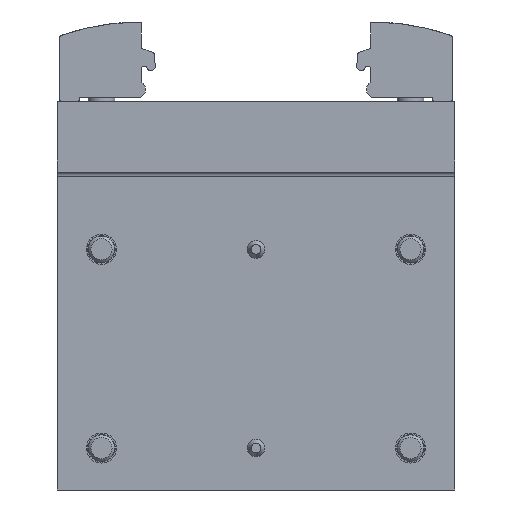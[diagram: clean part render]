
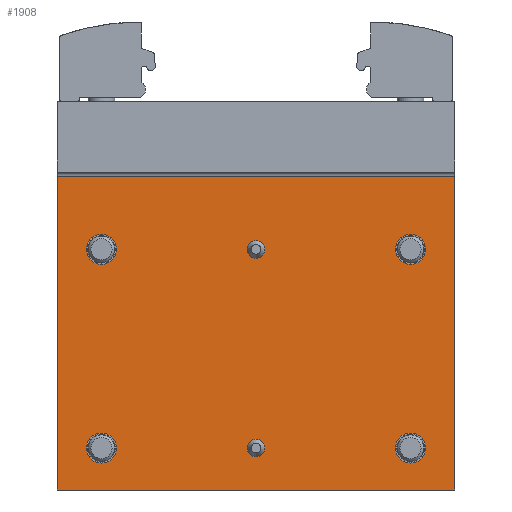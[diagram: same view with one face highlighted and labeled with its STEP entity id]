
A CAD part, front view. The second image highlights one B-rep face of the part: STEP entity #1908.
In plain terms, the highlighted planar face has unit normal (0, -1, 0).
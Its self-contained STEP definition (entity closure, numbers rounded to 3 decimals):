
#99=PLANE('',#2086);
#167=CIRCLE('',#2087,1.);
#168=CIRCLE('',#2088,1.);
#169=CIRCLE('',#2089,1.7);
#170=CIRCLE('',#2090,1.7);
#171=CIRCLE('',#2091,1.7);
#172=CIRCLE('',#2092,1.7);
#281=LINE('',#3007,#420);
#282=LINE('',#3023,#421);
#283=LINE('',#3025,#422);
#284=LINE('',#3027,#423);
#420=VECTOR('',#2361,1000.);
#421=VECTOR('',#2378,1000.);
#422=VECTOR('',#2379,1000.);
#423=VECTOR('',#2380,1000.);
#577=ORIENTED_EDGE('',*,*,#1096,.F.);
#578=ORIENTED_EDGE('',*,*,#1097,.F.);
#579=ORIENTED_EDGE('',*,*,#1098,.F.);
#580=ORIENTED_EDGE('',*,*,#1099,.F.);
#581=ORIENTED_EDGE('',*,*,#1100,.F.);
#582=ORIENTED_EDGE('',*,*,#1101,.F.);
#583=ORIENTED_EDGE('',*,*,#1102,.T.);
#584=ORIENTED_EDGE('',*,*,#1103,.F.);
#585=ORIENTED_EDGE('',*,*,#1104,.F.);
#586=ORIENTED_EDGE('',*,*,#1094,.T.);
#1094=EDGE_CURVE('',#1353,#1352,#281,.T.);
#1096=EDGE_CURVE('',#1354,#1354,#167,.T.);
#1097=EDGE_CURVE('',#1355,#1355,#168,.T.);
#1098=EDGE_CURVE('',#1356,#1356,#169,.T.);
#1099=EDGE_CURVE('',#1357,#1357,#170,.T.);
#1100=EDGE_CURVE('',#1358,#1358,#171,.T.);
#1101=EDGE_CURVE('',#1359,#1359,#172,.T.);
#1102=EDGE_CURVE('',#1352,#1360,#282,.T.);
#1103=EDGE_CURVE('',#1361,#1360,#283,.T.);
#1104=EDGE_CURVE('',#1353,#1361,#284,.T.);
#1352=VERTEX_POINT('',#3006);
#1353=VERTEX_POINT('',#3008);
#1354=VERTEX_POINT('',#3012);
#1355=VERTEX_POINT('',#3014);
#1356=VERTEX_POINT('',#3016);
#1357=VERTEX_POINT('',#3018);
#1358=VERTEX_POINT('',#3020);
#1359=VERTEX_POINT('',#3022);
#1360=VERTEX_POINT('',#3024);
#1361=VERTEX_POINT('',#3026);
#1533=EDGE_LOOP('',(#577));
#1534=EDGE_LOOP('',(#578));
#1535=EDGE_LOOP('',(#579));
#1536=EDGE_LOOP('',(#580));
#1537=EDGE_LOOP('',(#581));
#1538=EDGE_LOOP('',(#582));
#1539=EDGE_LOOP('',(#583,#584,#585,#586));
#1702=FACE_BOUND('',#1533,.T.);
#1703=FACE_BOUND('',#1534,.T.);
#1704=FACE_BOUND('',#1535,.T.);
#1705=FACE_BOUND('',#1536,.T.);
#1706=FACE_BOUND('',#1537,.T.);
#1707=FACE_BOUND('',#1538,.T.);
#1708=FACE_BOUND('',#1539,.T.);
#1908=ADVANCED_FACE('',(#1702,#1703,#1704,#1705,#1706,#1707,#1708),#99,
 .F.);
#2086=AXIS2_PLACEMENT_3D('',#3010,#2364,#2365);
#2087=AXIS2_PLACEMENT_3D('',#3011,#2366,#2367);
#2088=AXIS2_PLACEMENT_3D('',#3013,#2368,#2369);
#2089=AXIS2_PLACEMENT_3D('',#3015,#2370,#2371);
#2090=AXIS2_PLACEMENT_3D('',#3017,#2372,#2373);
#2091=AXIS2_PLACEMENT_3D('',#3019,#2374,#2375);
#2092=AXIS2_PLACEMENT_3D('',#3021,#2376,#2377);
#2361=DIRECTION('',(-1.,0.,0.));
#2364=DIRECTION('',(0.,1.,0.));
#2365=DIRECTION('',(0.,0.,1.));
#2366=DIRECTION('',(0.,-1.,0.));
#2367=DIRECTION('',(0.,0.,-1.));
#2368=DIRECTION('',(0.,-1.,0.));
#2369=DIRECTION('',(0.,0.,-1.));
#2370=DIRECTION('',(0.,-1.,0.));
#2371=DIRECTION('',(0.,0.,-1.));
#2372=DIRECTION('',(0.,-1.,0.));
#2373=DIRECTION('',(0.,0.,-1.));
#2374=DIRECTION('',(0.,-1.,0.));
#2375=DIRECTION('',(0.,0.,-1.));
#2376=DIRECTION('',(0.,-1.,0.));
#2377=DIRECTION('',(0.,0.,-1.));
#2378=DIRECTION('',(0.,0.,-1.));
#2379=DIRECTION('',(-1.,0.,0.));
#2380=DIRECTION('',(0.,0.,-1.));
#3006=CARTESIAN_POINT('',(-22.5,-5.,-8.5));
#3007=CARTESIAN_POINT('',(22.5,-5.,-8.5));
#3008=CARTESIAN_POINT('',(22.5,-5.,-8.5));
#3010=CARTESIAN_POINT('',(22.5,-5.,-8.5));
#3011=CARTESIAN_POINT('',(0.,-5.,-39.25));
#3012=CARTESIAN_POINT('',(0.,-5.,-40.25));
#3013=CARTESIAN_POINT('',(0.,-5.,-16.75));
#3014=CARTESIAN_POINT('',(0.,-5.,-17.75));
#3015=CARTESIAN_POINT('',(-17.5,-5.,-39.25));
#3016=CARTESIAN_POINT('',(-17.5,-5.,-40.95));
#3017=CARTESIAN_POINT('',(-17.5,-5.,-16.75));
#3018=CARTESIAN_POINT('',(-17.5,-5.,-18.45));
#3019=CARTESIAN_POINT('',(17.5,-5.,-39.25));
#3020=CARTESIAN_POINT('',(17.5,-5.,-40.95));
#3021=CARTESIAN_POINT('',(17.5,-5.,-16.75));
#3022=CARTESIAN_POINT('',(17.5,-5.,-18.45));
#3023=CARTESIAN_POINT('',(-22.5,-5.,-8.5));
#3024=CARTESIAN_POINT('',(-22.5,-5.,-44.));
#3025=CARTESIAN_POINT('',(22.5,-5.,-44.));
#3026=CARTESIAN_POINT('',(22.5,-5.,-44.));
#3027=CARTESIAN_POINT('',(22.5,-5.,-8.5));
